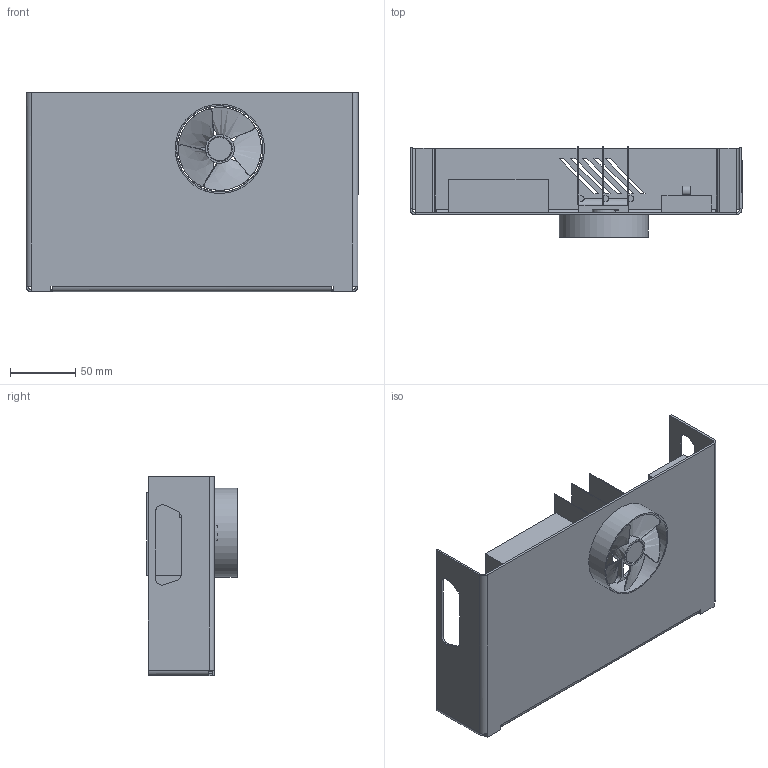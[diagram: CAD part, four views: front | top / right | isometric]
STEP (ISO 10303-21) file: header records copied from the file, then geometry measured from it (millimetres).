
FILE_DESCRIPTION((''),'2;1');
FILE_NAME('HD_nt.stp', '2000-08-29T13:54:02',('User'),('SDRC'),'I-DEAS Master Series 8','UNIX', 'Yes');
FILE_SCHEMA(('CONFIG_CONTROL_DESIGN'));
Length unit declared in the file: inch
Assembly tree (13 placements, depth 0):
Bounding box: 254 x 69.24 x 152.4 mm (x, y, z)
Volume: 202435.4 mm3; surface area: 184811.9 mm2
Topology: 13 solids, 13 shells, 341 faces, 874 edges, 599 vertices
Faces by surface type: bspline 341
Entity records: 11682 total; most frequent: CARTESIAN_POINT 5057, ORIENTED_EDGE 1614, EDGE_CURVE 807, QUASI_UNIFORM_CURVE 521, VERTEX_POINT 514, EDGE_LOOP 365, FACE_OUTER_BOUND 325, ADVANCED_FACE 325
